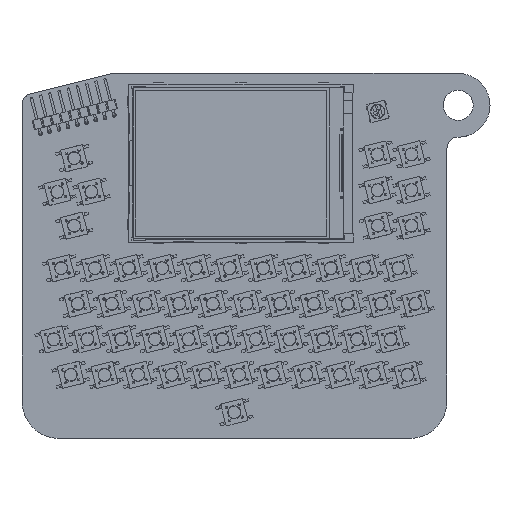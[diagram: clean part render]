
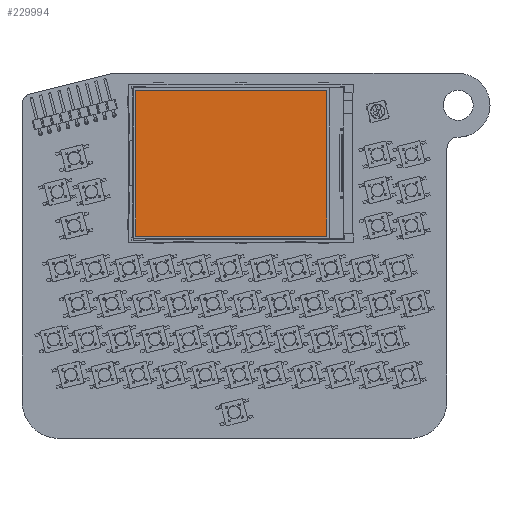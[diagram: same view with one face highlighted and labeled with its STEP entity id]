
A CAD part, top view. The second image highlights one B-rep face of the part: STEP entity #229994.
In plain terms, the highlighted planar face has unit normal (0, 0, 1).
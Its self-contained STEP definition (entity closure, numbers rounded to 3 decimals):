
#229994 = ADVANCED_FACE('',(#229995),#230009,.T.);
#229995 = FACE_BOUND('',#229996,.T.);
#229996 = EDGE_LOOP('',(#229997,#230032,#230060,#230088));
#229997 = ORIENTED_EDGE('',*,*,#229998,.T.);
#229998 = EDGE_CURVE('',#229999,#230001,#230003,.T.);
#229999 = VERTEX_POINT('',#230000);
#230000 = CARTESIAN_POINT('',(75.577,9.46,-1.831)
  );
#230001 = VERTEX_POINT('',#230002);
#230002 = CARTESIAN_POINT('',(75.577,60.52,-1.831)
  );
#230003 = SURFACE_CURVE('',#230004,(#230008,#230020),.PCURVE_S1.);
#230004 = LINE('',#230005,#230006);
#230005 = CARTESIAN_POINT('',(75.577,33.09,-1.831)
  );
#230006 = VECTOR('',#230007,1.);
#230007 = DIRECTION('',(0.,1.,0.));
#230008 = PCURVE('',#230009,#230014);
#230009 = PLANE('',#230010);
#230010 = AXIS2_PLACEMENT_3D('',#230011,#230012,#230013);
#230011 = CARTESIAN_POINT('',(56.117,33.09,-1.831)
  );
#230012 = DIRECTION('',(0.,0.,1.));
#230013 = DIRECTION('',(0.,-1.,0.));
#230014 = DEFINITIONAL_REPRESENTATION('',(#230015),#230019);
#230015 = LINE('',#230016,#230017);
#230016 = CARTESIAN_POINT('',(0.,19.46));
#230017 = VECTOR('',#230018,1.);
#230018 = DIRECTION('',(-1.,0.));
#230019 = ( GEOMETRIC_REPRESENTATION_CONTEXT(2) 
PARAMETRIC_REPRESENTATION_CONTEXT() REPRESENTATION_CONTEXT('2D SPACE',''
  ) );
#230020 = PCURVE('',#230021,#230026);
#230021 = PLANE('',#230022);
#230022 = AXIS2_PLACEMENT_3D('',#230023,#230024,#230025);
#230023 = CARTESIAN_POINT('',(75.577,9.46,-2.051)
  );
#230024 = DIRECTION('',(1.,0.,0.));
#230025 = DIRECTION('',(0.,1.,0.));
#230026 = DEFINITIONAL_REPRESENTATION('',(#230027),#230031);
#230027 = LINE('',#230028,#230029);
#230028 = CARTESIAN_POINT('',(23.63,0.22));
#230029 = VECTOR('',#230030,1.);
#230030 = DIRECTION('',(1.,0.));
#230031 = ( GEOMETRIC_REPRESENTATION_CONTEXT(2) 
PARAMETRIC_REPRESENTATION_CONTEXT() REPRESENTATION_CONTEXT('2D SPACE',''
  ) );
#230032 = ORIENTED_EDGE('',*,*,#230033,.T.);
#230033 = EDGE_CURVE('',#230001,#230034,#230036,.T.);
#230034 = VERTEX_POINT('',#230035);
#230035 = CARTESIAN_POINT('',(36.657,60.52,-1.831)
  );
#230036 = SURFACE_CURVE('',#230037,(#230041,#230048),.PCURVE_S1.);
#230037 = LINE('',#230038,#230039);
#230038 = CARTESIAN_POINT('',(56.117,60.52,-1.831)
  );
#230039 = VECTOR('',#230040,1.);
#230040 = DIRECTION('',(-1.,0.,0.));
#230041 = PCURVE('',#230009,#230042);
#230042 = DEFINITIONAL_REPRESENTATION('',(#230043),#230047);
#230043 = LINE('',#230044,#230045);
#230044 = CARTESIAN_POINT('',(-27.43,0.));
#230045 = VECTOR('',#230046,1.);
#230046 = DIRECTION('',(0.,-1.));
#230047 = ( GEOMETRIC_REPRESENTATION_CONTEXT(2) 
PARAMETRIC_REPRESENTATION_CONTEXT() REPRESENTATION_CONTEXT('2D SPACE',''
  ) );
#230048 = PCURVE('',#230049,#230054);
#230049 = PLANE('',#230050);
#230050 = AXIS2_PLACEMENT_3D('',#230051,#230052,#230053);
#230051 = CARTESIAN_POINT('',(75.577,60.52,-2.051)
  );
#230052 = DIRECTION('',(0.,1.,0.));
#230053 = DIRECTION('',(-1.,0.,0.));
#230054 = DEFINITIONAL_REPRESENTATION('',(#230055),#230059);
#230055 = LINE('',#230056,#230057);
#230056 = CARTESIAN_POINT('',(19.46,0.22));
#230057 = VECTOR('',#230058,1.);
#230058 = DIRECTION('',(1.,0.));
#230059 = ( GEOMETRIC_REPRESENTATION_CONTEXT(2) 
PARAMETRIC_REPRESENTATION_CONTEXT() REPRESENTATION_CONTEXT('2D SPACE',''
  ) );
#230060 = ORIENTED_EDGE('',*,*,#230061,.T.);
#230061 = EDGE_CURVE('',#230034,#230062,#230064,.T.);
#230062 = VERTEX_POINT('',#230063);
#230063 = CARTESIAN_POINT('',(36.657,9.46,-1.831)
  );
#230064 = SURFACE_CURVE('',#230065,(#230069,#230076),.PCURVE_S1.);
#230065 = LINE('',#230066,#230067);
#230066 = CARTESIAN_POINT('',(36.657,33.09,-1.831)
  );
#230067 = VECTOR('',#230068,1.);
#230068 = DIRECTION('',(0.,-1.,0.));
#230069 = PCURVE('',#230009,#230070);
#230070 = DEFINITIONAL_REPRESENTATION('',(#230071),#230075);
#230071 = LINE('',#230072,#230073);
#230072 = CARTESIAN_POINT('',(0.,-19.46));
#230073 = VECTOR('',#230074,1.);
#230074 = DIRECTION('',(1.,0.));
#230075 = ( GEOMETRIC_REPRESENTATION_CONTEXT(2) 
PARAMETRIC_REPRESENTATION_CONTEXT() REPRESENTATION_CONTEXT('2D SPACE',''
  ) );
#230076 = PCURVE('',#230077,#230082);
#230077 = PLANE('',#230078);
#230078 = AXIS2_PLACEMENT_3D('',#230079,#230080,#230081);
#230079 = CARTESIAN_POINT('',(36.657,60.52,-2.051)
  );
#230080 = DIRECTION('',(-1.,0.,0.));
#230081 = DIRECTION('',(0.,-1.,0.));
#230082 = DEFINITIONAL_REPRESENTATION('',(#230083),#230087);
#230083 = LINE('',#230084,#230085);
#230084 = CARTESIAN_POINT('',(27.43,0.22));
#230085 = VECTOR('',#230086,1.);
#230086 = DIRECTION('',(1.,0.));
#230087 = ( GEOMETRIC_REPRESENTATION_CONTEXT(2) 
PARAMETRIC_REPRESENTATION_CONTEXT() REPRESENTATION_CONTEXT('2D SPACE',''
  ) );
#230088 = ORIENTED_EDGE('',*,*,#230089,.T.);
#230089 = EDGE_CURVE('',#230062,#229999,#230090,.T.);
#230090 = SURFACE_CURVE('',#230091,(#230095,#230102),.PCURVE_S1.);
#230091 = LINE('',#230092,#230093);
#230092 = CARTESIAN_POINT('',(56.117,9.46,-1.831)
  );
#230093 = VECTOR('',#230094,1.);
#230094 = DIRECTION('',(1.,0.,0.));
#230095 = PCURVE('',#230009,#230096);
#230096 = DEFINITIONAL_REPRESENTATION('',(#230097),#230101);
#230097 = LINE('',#230098,#230099);
#230098 = CARTESIAN_POINT('',(23.63,0.));
#230099 = VECTOR('',#230100,1.);
#230100 = DIRECTION('',(0.,1.));
#230101 = ( GEOMETRIC_REPRESENTATION_CONTEXT(2) 
PARAMETRIC_REPRESENTATION_CONTEXT() REPRESENTATION_CONTEXT('2D SPACE',''
  ) );
#230102 = PCURVE('',#230103,#230108);
#230103 = PLANE('',#230104);
#230104 = AXIS2_PLACEMENT_3D('',#230105,#230106,#230107);
#230105 = CARTESIAN_POINT('',(36.657,9.46,-2.051)
  );
#230106 = DIRECTION('',(0.,-1.,0.));
#230107 = DIRECTION('',(1.,0.,0.));
#230108 = DEFINITIONAL_REPRESENTATION('',(#230109),#230113);
#230109 = LINE('',#230110,#230111);
#230110 = CARTESIAN_POINT('',(19.46,0.22));
#230111 = VECTOR('',#230112,1.);
#230112 = DIRECTION('',(1.,0.));
#230113 = ( GEOMETRIC_REPRESENTATION_CONTEXT(2) 
PARAMETRIC_REPRESENTATION_CONTEXT() REPRESENTATION_CONTEXT('2D SPACE',''
  ) );
